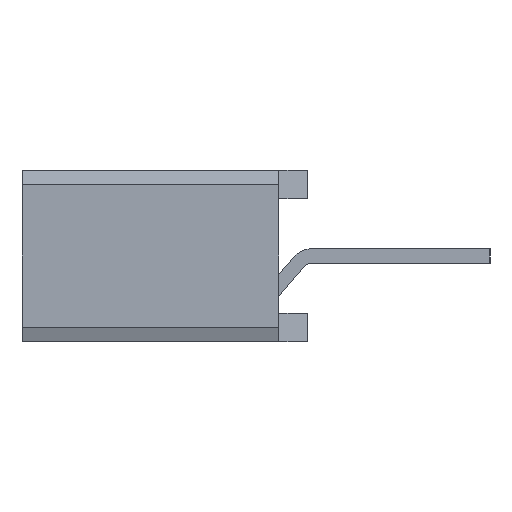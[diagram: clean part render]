
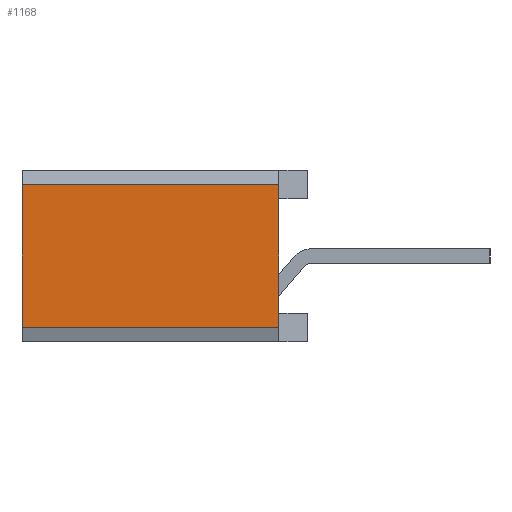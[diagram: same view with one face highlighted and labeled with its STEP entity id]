
A CAD part, left-side view. The second image highlights one B-rep face of the part: STEP entity #1168.
In plain terms, the highlighted planar face has unit normal (-1, 0, 0).
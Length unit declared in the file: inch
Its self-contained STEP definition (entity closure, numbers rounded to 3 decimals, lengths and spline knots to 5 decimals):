
#1168 = ADVANCED_FACE( '', ( #2427 ), #2428, .F. );
#2427 = FACE_OUTER_BOUND( '', #3773, .T. );
#2428 = PLANE( '', #3774 );
#3773 = EDGE_LOOP( '', ( #7302, #7303, #7304, #7305 ) );
#3774 = AXIS2_PLACEMENT_3D( '', #7306, #7307, #7308 );
#7302 = ORIENTED_EDGE( '', *, *, #9188, .T. );
#7303 = ORIENTED_EDGE( '', *, *, #8261, .T. );
#7304 = ORIENTED_EDGE( '', *, *, #9090, .T. );
#7305 = ORIENTED_EDGE( '', *, *, #8828, .F. );
#7306 = CARTESIAN_POINT( '', ( -0.6, 0.2, -0.06 ) );
#7307 = DIRECTION( '', ( 1., 0., 0. ) );
#7308 = DIRECTION( '', ( 0., 0., -1. ) );
#8261 = EDGE_CURVE( '', #9969, #9967, #9970, .T. );
#8828 = EDGE_CURVE( '', #10931, #10933, #10934, .T. );
#9090 = EDGE_CURVE( '', #9967, #10933, #11331, .T. );
#9188 = EDGE_CURVE( '', #10931, #9969, #11468, .T. );
#9967 = VERTEX_POINT( '', #12458 );
#9969 = VERTEX_POINT( '', #12461 );
#9970 = LINE( '', #12462, #12463 );
#10931 = VERTEX_POINT( '', #13877 );
#10933 = VERTEX_POINT( '', #13880 );
#10934 = LINE( '', #13881, #13882 );
#11331 = LINE( '', #14494, #14495 );
#11468 = LINE( '', #14696, #14697 );
#12458 = CARTESIAN_POINT( '', ( -0.6, 0.02, 0.05 ) );
#12461 = CARTESIAN_POINT( '', ( -0.6, 0.02, -0.05 ) );
#12462 = CARTESIAN_POINT( '', ( -0.6, 0.02, -0.04 ) );
#12463 = VECTOR( '', #15778, 39.37008 );
#13877 = CARTESIAN_POINT( '', ( -0.6, 0.2, -0.05 ) );
#13880 = CARTESIAN_POINT( '', ( -0.6, 0.2, 0.05 ) );
#13881 = CARTESIAN_POINT( '', ( -0.6, 0.2, -0.06 ) );
#13882 = VECTOR( '', #16281, 39.37008 );
#14494 = CARTESIAN_POINT( '', ( -0.6, 0.2, 0.05 ) );
#14495 = VECTOR( '', #16509, 39.37008 );
#14696 = CARTESIAN_POINT( '', ( -0.6, 0.2, -0.05 ) );
#14697 = VECTOR( '', #16592, 39.37008 );
#15778 = DIRECTION( '', ( 0., 0., 1. ) );
#16281 = DIRECTION( '', ( 0., 0., 1. ) );
#16509 = DIRECTION( '', ( 0., 1., 0. ) );
#16592 = DIRECTION( '', ( 0., -1., 0. ) );
